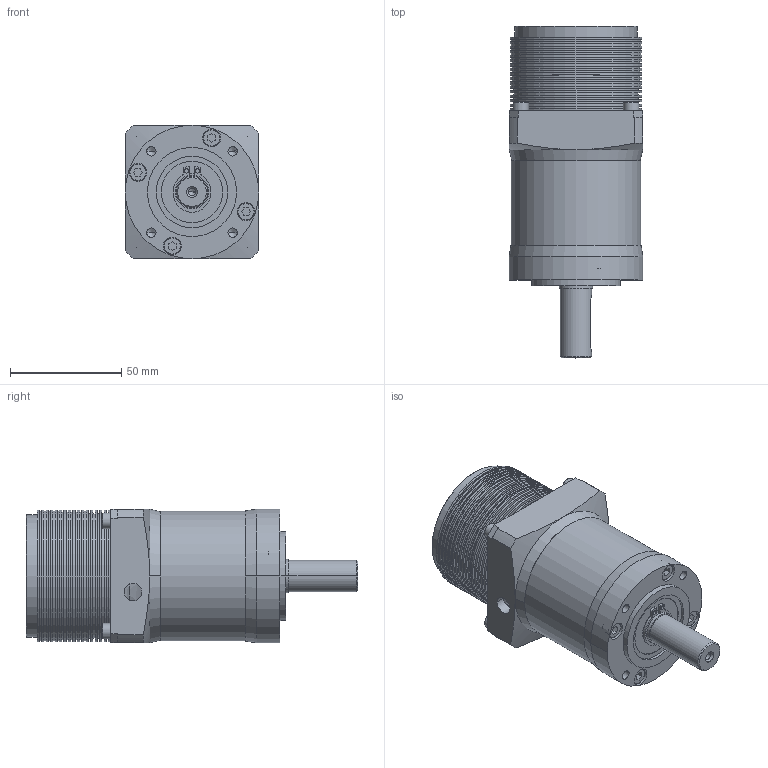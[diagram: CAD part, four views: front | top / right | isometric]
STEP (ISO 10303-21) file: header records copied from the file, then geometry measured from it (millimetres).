
FILE_DESCRIPTION (( 'STEP AP214' ), '1' );
FILE_NAME ('M-BB59PA60_2ST.STEP', '2023-12-12T09:15:21', ( '821079794744' ), ( '' ), 'SwSTEP 2.0', 'SolidWorks 2018', '' );
FILE_SCHEMA (( 'AUTOMOTIVE_DESIGN' ));
Length unit declared in the file: millimetre
Products named in the file (1): M-BB59PA60_2ST
Bounding box: 60 x 149 x 60 mm (x, y, z)
Volume: 325907 mm3; surface area: 48998.7 mm2
Topology: 7 solids, 28 shells, 589 faces, 1306 edges, 839 vertices
Faces by surface type: plane 276, cylinder 213, cone 68, bspline 24, torus 8
Full cylindrical faces by diameter (mm): 0.7 x5, 2.5 x9, 3 x3, 3.3 x4, 4 x4, 4.3 x4, 7 x4, 55 x1, 56 x5, 57.1 x5, 58 x7, 59 x17
Entity records: 22337 total; most frequent: CARTESIAN_POINT 3740, DIRECTION 2736, ORIENTED_EDGE 2320, EDGE_CURVE 1160, AXIS2_PLACEMENT_3D 1112, VERTEX_POINT 794, EDGE_LOOP 776, FACE_OUTER_BOUND 661
